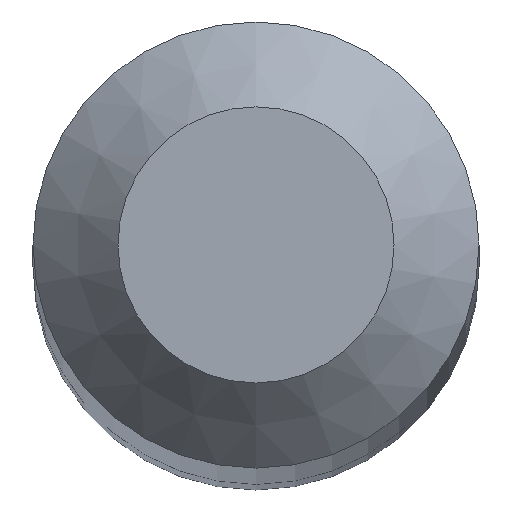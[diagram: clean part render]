
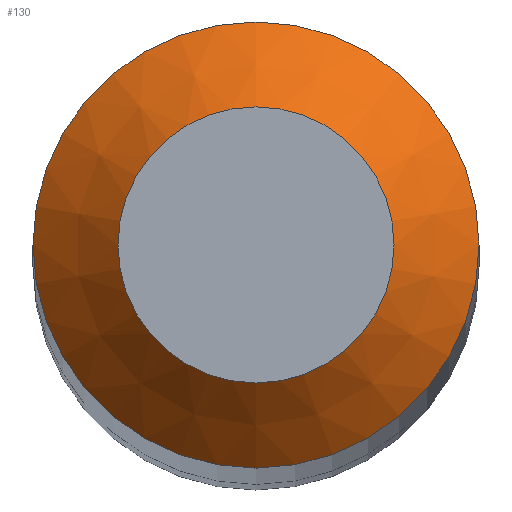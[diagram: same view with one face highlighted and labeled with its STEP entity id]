
A CAD part, top view. The second image highlights one B-rep face of the part: STEP entity #130.
In plain terms, the highlighted conical face has half-angle 45 degrees and reference radius 0.325 mm.
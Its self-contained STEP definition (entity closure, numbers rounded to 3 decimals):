
#2 = EDGE_CURVE ( 'NONE', #157, #157, #97, .T. ) ;
#19 = AXIS2_PLACEMENT_3D ( 'NONE', #90, #108, #189 ) ;
#27 = DIRECTION ( 'NONE',  ( 0., 1., 0. ) ) ;
#34 = CARTESIAN_POINT ( 'NONE',  ( 0., 0., 30. ) ) ;
#47 = FACE_BOUND ( 'NONE', #79, .T. ) ;
#62 = DIRECTION ( 'NONE',  ( 0., 0., -1. ) ) ;
#79 = EDGE_LOOP ( 'NONE', ( #88 ) ) ;
#88 = ORIENTED_EDGE ( 'NONE', *, *, #117, .T. ) ;
#90 = CARTESIAN_POINT ( 'NONE',  ( 0., 0., 30. ) ) ;
#93 = DIRECTION ( 'NONE',  ( 0., 1., 0. ) ) ;
#97 = CIRCLE ( 'NONE', #125, 0.525 ) ;
#98 = CARTESIAN_POINT ( 'NONE',  ( 0., 0.525, 29.8 ) ) ;
#106 = CARTESIAN_POINT ( 'NONE',  ( 0., 0., 29.8 ) ) ;
#108 = DIRECTION ( 'NONE',  ( 0., 0., -1. ) ) ;
#117 = EDGE_CURVE ( 'NONE', #179, #179, #195, .T. ) ;
#118 = FACE_OUTER_BOUND ( 'NONE', #172, .T. ) ;
#121 = ORIENTED_EDGE ( 'NONE', *, *, #2, .F. ) ;
#125 = AXIS2_PLACEMENT_3D ( 'NONE', #106, #62, #27 ) ;
#127 = CONICAL_SURFACE ( 'NONE', #192, 0.325, 0.785 ) ;
#130 = ADVANCED_FACE ( 'NONE', ( #118, #47 ), #127, .T. ) ;
#134 = DIRECTION ( 'NONE',  ( 0., 0., -1. ) ) ;
#157 = VERTEX_POINT ( 'NONE', #98 ) ;
#172 = EDGE_LOOP ( 'NONE', ( #121 ) ) ;
#178 = CARTESIAN_POINT ( 'NONE',  ( 0., 0.325, 30. ) ) ;
#179 = VERTEX_POINT ( 'NONE', #178 ) ;
#189 = DIRECTION ( 'NONE',  ( 0., 1., 0. ) ) ;
#192 = AXIS2_PLACEMENT_3D ( 'NONE', #34, #134, #93 ) ;
#195 = CIRCLE ( 'NONE', #19, 0.325 ) ;
